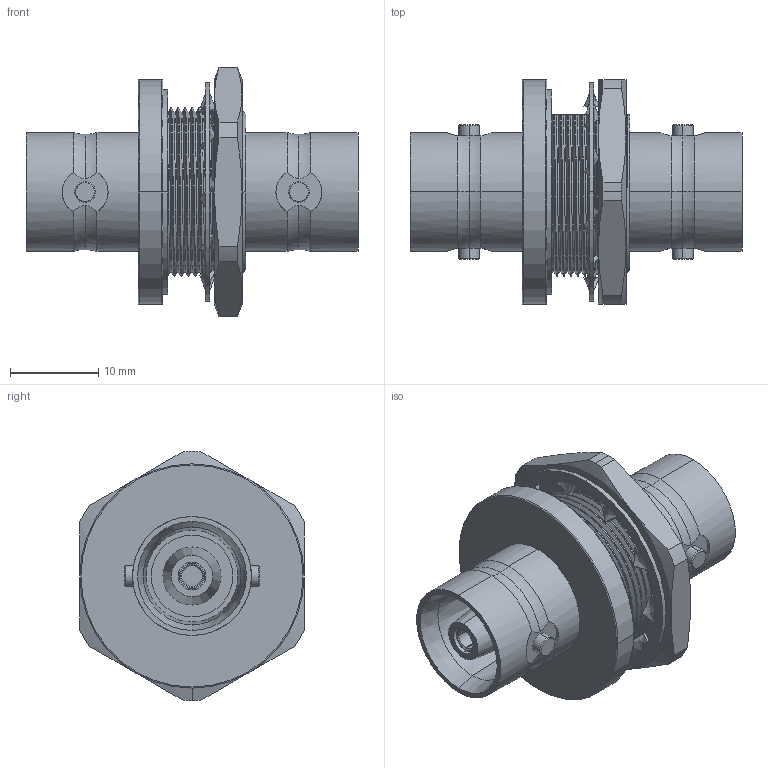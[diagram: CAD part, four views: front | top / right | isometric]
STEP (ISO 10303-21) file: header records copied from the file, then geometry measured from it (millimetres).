
FILE_DESCRIPTION (( 'STEP AP203' ), '1' );
FILE_NAME ('FMAD1284_3D.STEP', '2022-03-18T22:12:07', ( '' ), ( '' ), 'SwSTEP 2.0', 'SolidWorks 2021', '' );
FILE_SCHEMA (( 'CONFIG_CONTROL_DESIGN' ));
Length unit declared in the file: inch
Products named in the file (1): FMAD1284_3D
Bounding box: 37.59 x 25.4 x 28.23 mm (x, y, z)
Volume: 7013.2 mm3; surface area: 6539 mm2
Topology: 4 solids, 4 shells, 313 faces, 866 edges, 579 vertices
Faces by surface type: cylinder 91, bspline 82, plane 80, cone 44, torus 16
Entity records: 29900 total; most frequent: CARTESIAN_POINT 22665, ORIENTED_EDGE 1732, DIRECTION 1219, EDGE_CURVE 866, VERTEX_POINT 579, AXIS2_PLACEMENT_3D 500, EDGE_LOOP 337, FACE_OUTER_BOUND 313
